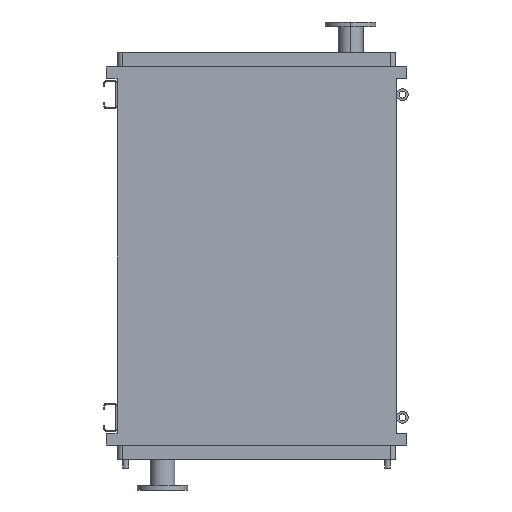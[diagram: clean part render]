
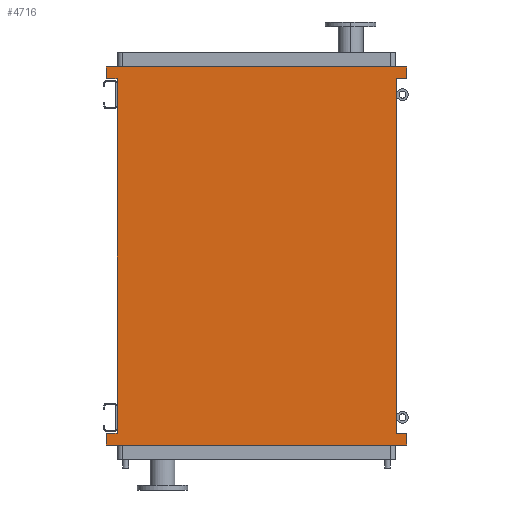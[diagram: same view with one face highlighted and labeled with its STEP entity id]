
A CAD part, front view. The second image highlights one B-rep face of the part: STEP entity #4716.
In plain terms, the highlighted planar face has unit normal (0, -1, 0).
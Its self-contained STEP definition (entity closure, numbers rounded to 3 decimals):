
#45 = VECTOR ( 'NONE', #4334, 1000. ) ;
#141 = DIRECTION ( 'NONE',  ( 0., 0., 1. ) ) ;
#225 = DIRECTION ( 'NONE',  ( 1., 0., 0. ) ) ;
#403 = VERTEX_POINT ( 'NONE', #3493 ) ;
#476 = ORIENTED_EDGE ( 'NONE', *, *, #640, .F. ) ;
#566 = DIRECTION ( 'NONE',  ( 1., 0., 0. ) ) ;
#637 = CARTESIAN_POINT ( 'NONE',  ( 651., 0., -1493. ) ) ;
#640 = EDGE_CURVE ( 'NONE', #4645, #5736, #2874, .T. ) ;
#712 = ORIENTED_EDGE ( 'NONE', *, *, #6090, .T. ) ;
#784 = VERTEX_POINT ( 'NONE', #4349 ) ;
#842 = LINE ( 'NONE', #5080, #3705 ) ;
#855 = EDGE_CURVE ( 'NONE', #4833, #7164, #4936, .T. ) ;
#880 = CARTESIAN_POINT ( 'NONE',  ( -651., 0., 43. ) ) ;
#932 = PLANE ( 'NONE',  #4620 ) ;
#1010 = CARTESIAN_POINT ( 'NONE',  ( -651., 0., -1493. ) ) ;
#1111 = VECTOR ( 'NONE', #7525, 1000. ) ;
#1220 = CARTESIAN_POINT ( 'NONE',  ( -605., 0., -1493. ) ) ;
#1280 = VERTEX_POINT ( 'NONE', #3204 ) ;
#1442 = EDGE_LOOP ( 'NONE', ( #712, #6932, #7893, #7635, #7445, #1482, #1749, #5988, #6213, #1812, #3071, #476 ) ) ;
#1460 = LINE ( 'NONE', #3925, #3325 ) ;
#1482 = ORIENTED_EDGE ( 'NONE', *, *, #7748, .F. ) ;
#1566 = CARTESIAN_POINT ( 'NONE',  ( -651., 0., -1545. ) ) ;
#1749 = ORIENTED_EDGE ( 'NONE', *, *, #6169, .F. ) ;
#1812 = ORIENTED_EDGE ( 'NONE', *, *, #3955, .F. ) ;
#2003 = VECTOR ( 'NONE', #566, 1000. ) ;
#2078 = LINE ( 'NONE', #3973, #6553 ) ;
#2082 = CARTESIAN_POINT ( 'NONE',  ( 651., 0., -1545. ) ) ;
#2111 = DIRECTION ( 'NONE',  ( -1., 0., 0. ) ) ;
#2246 = VECTOR ( 'NONE', #3108, 1000. ) ;
#2344 = CARTESIAN_POINT ( 'NONE',  ( 605., 0., 43. ) ) ;
#2384 = EDGE_CURVE ( 'NONE', #6573, #784, #3137, .T. ) ;
#2486 = EDGE_CURVE ( 'NONE', #784, #5579, #2078, .T. ) ;
#2560 = LINE ( 'NONE', #5044, #1111 ) ;
#2568 = CARTESIAN_POINT ( 'NONE',  ( -605., 0., 43. ) ) ;
#2637 = CARTESIAN_POINT ( 'NONE',  ( 605., 0., -1450. ) ) ;
#2700 = EDGE_CURVE ( 'NONE', #5736, #5697, #7406, .T. ) ;
#2849 = CARTESIAN_POINT ( 'NONE',  ( 651., 0., -1493. ) ) ;
#2874 = LINE ( 'NONE', #3321, #6005 ) ;
#3071 = ORIENTED_EDGE ( 'NONE', *, *, #2700, .F. ) ;
#3108 = DIRECTION ( 'NONE',  ( 1., 0., 0. ) ) ;
#3137 = LINE ( 'NONE', #4420, #2003 ) ;
#3159 = DIRECTION ( 'NONE',  ( 0., 0., 1. ) ) ;
#3204 = CARTESIAN_POINT ( 'NONE',  ( -651., 0., -1545. ) ) ;
#3267 = EDGE_CURVE ( 'NONE', #403, #6573, #3755, .T. ) ;
#3321 = CARTESIAN_POINT ( 'NONE',  ( 605., 0., -1493. ) ) ;
#3325 = VECTOR ( 'NONE', #7067, 1000. ) ;
#3482 = VERTEX_POINT ( 'NONE', #2568 ) ;
#3493 = CARTESIAN_POINT ( 'NONE',  ( -651., 0., 43. ) ) ;
#3705 = VECTOR ( 'NONE', #2111, 1000. ) ;
#3706 = CARTESIAN_POINT ( 'NONE',  ( -651., 0., -1493. ) ) ;
#3755 = LINE ( 'NONE', #6253, #5134 ) ;
#3834 = VECTOR ( 'NONE', #141, 1000. ) ;
#3925 = CARTESIAN_POINT ( 'NONE',  ( -605., 0., -1450. ) ) ;
#3931 = DIRECTION ( 'NONE',  ( 0., 0., -1. ) ) ;
#3955 = EDGE_CURVE ( 'NONE', #5697, #1280, #2560, .T. ) ;
#3973 = CARTESIAN_POINT ( 'NONE',  ( 651., 0., 43. ) ) ;
#4009 = EDGE_CURVE ( 'NONE', #5579, #6763, #842, .T. ) ;
#4028 = DIRECTION ( 'NONE',  ( 0., 0., 1. ) ) ;
#4334 = DIRECTION ( 'NONE',  ( 0., 0., -1. ) ) ;
#4349 = CARTESIAN_POINT ( 'NONE',  ( 651., 0., 95. ) ) ;
#4420 = CARTESIAN_POINT ( 'NONE',  ( 651., 0., 95. ) ) ;
#4564 = EDGE_CURVE ( 'NONE', #1280, #4833, #5355, .T. ) ;
#4620 = AXIS2_PLACEMENT_3D ( 'NONE', #5335, #6635, #5373 ) ;
#4645 = VERTEX_POINT ( 'NONE', #5602 ) ;
#4716 = ADVANCED_FACE ( 'NONE', ( #6028 ), #932, .T. ) ;
#4833 = VERTEX_POINT ( 'NONE', #1010 ) ;
#4936 = LINE ( 'NONE', #3706, #2246 ) ;
#5044 = CARTESIAN_POINT ( 'NONE',  ( 651., 0., -1545. ) ) ;
#5080 = CARTESIAN_POINT ( 'NONE',  ( 605., 0., 43. ) ) ;
#5134 = VECTOR ( 'NONE', #3159, 1000. ) ;
#5156 = LINE ( 'NONE', #880, #5574 ) ;
#5211 = CARTESIAN_POINT ( 'NONE',  ( 651., 0., 43. ) ) ;
#5335 = CARTESIAN_POINT ( 'NONE',  ( -605., 0., -1450. ) ) ;
#5355 = LINE ( 'NONE', #1566, #8028 ) ;
#5373 = DIRECTION ( 'NONE',  ( 0., 0., -1. ) ) ;
#5574 = VECTOR ( 'NONE', #7022, 1000. ) ;
#5579 = VERTEX_POINT ( 'NONE', #5211 ) ;
#5602 = CARTESIAN_POINT ( 'NONE',  ( 605., 0., -1493. ) ) ;
#5697 = VERTEX_POINT ( 'NONE', #2082 ) ;
#5736 = VERTEX_POINT ( 'NONE', #2849 ) ;
#5988 = ORIENTED_EDGE ( 'NONE', *, *, #855, .F. ) ;
#6005 = VECTOR ( 'NONE', #225, 1000. ) ;
#6028 = FACE_OUTER_BOUND ( 'NONE', #1442, .T. ) ;
#6090 = EDGE_CURVE ( 'NONE', #4645, #6763, #7604, .T. ) ;
#6169 = EDGE_CURVE ( 'NONE', #7164, #3482, #1460, .T. ) ;
#6213 = ORIENTED_EDGE ( 'NONE', *, *, #4564, .F. ) ;
#6253 = CARTESIAN_POINT ( 'NONE',  ( -651., 0., 95. ) ) ;
#6553 = VECTOR ( 'NONE', #3931, 1000. ) ;
#6573 = VERTEX_POINT ( 'NONE', #7717 ) ;
#6635 = DIRECTION ( 'NONE',  ( 0., -1., 0. ) ) ;
#6763 = VERTEX_POINT ( 'NONE', #2344 ) ;
#6932 = ORIENTED_EDGE ( 'NONE', *, *, #4009, .F. ) ;
#7022 = DIRECTION ( 'NONE',  ( -1., 0., 0. ) ) ;
#7067 = DIRECTION ( 'NONE',  ( 0., 0., 1. ) ) ;
#7164 = VERTEX_POINT ( 'NONE', #1220 ) ;
#7406 = LINE ( 'NONE', #637, #45 ) ;
#7445 = ORIENTED_EDGE ( 'NONE', *, *, #3267, .F. ) ;
#7525 = DIRECTION ( 'NONE',  ( -1., 0., 0. ) ) ;
#7604 = LINE ( 'NONE', #2637, #3834 ) ;
#7635 = ORIENTED_EDGE ( 'NONE', *, *, #2384, .F. ) ;
#7717 = CARTESIAN_POINT ( 'NONE',  ( -651., 0., 95. ) ) ;
#7748 = EDGE_CURVE ( 'NONE', #3482, #403, #5156, .T. ) ;
#7893 = ORIENTED_EDGE ( 'NONE', *, *, #2486, .F. ) ;
#8028 = VECTOR ( 'NONE', #4028, 1000. ) ;
